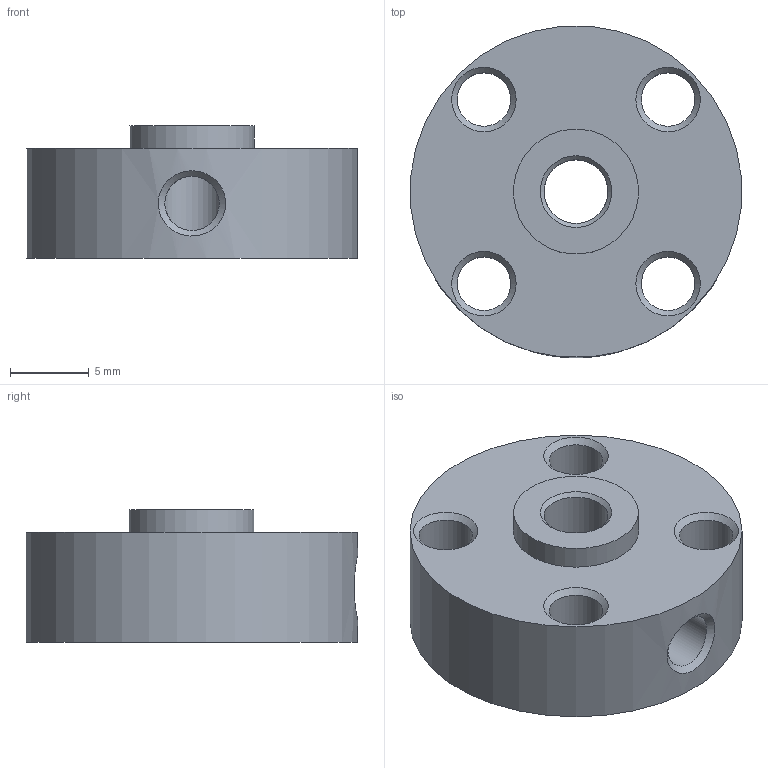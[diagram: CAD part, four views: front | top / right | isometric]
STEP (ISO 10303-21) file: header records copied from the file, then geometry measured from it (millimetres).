
FILE_DESCRIPTION( ( '' ), ' ' );
FILE_NAME( '5a7cc1e7a29eec0dc9724a10.step', '2018-02-08T21:32:23', ( '' ), ( '' ), ' ', ' ', ' ' );
FILE_SCHEMA( ( 'AUTOMOTIVE_DESIGN { 1 0 10303 214 1 1 1 1 }' ) );
Length unit declared in the file: metre
Products named in the file (6): Curve 5; Curve 4; Curve 3; Curve 2; Curve 1; 08-0007 4mm Axle Hub
Bounding box: 21.02 x 21.06 x 8.45 mm (x, y, z)
Volume: 2068 mm3; surface area: 1561.8 mm2
Topology: 1 solids, 1 shells, 22 faces, 51 edges, 37 vertices
Faces by surface type: cone 10, cylinder 8, plane 3, bspline 1
Full cylindrical faces by diameter (mm): 3.4 x4, 3.45 x1, 4.05 x1, 7.95 x1, 21.1 x1
Entity records: 4043 total; most frequent: CARTESIAN_POINT 3357, DIRECTION 102, EDGE_LOOP 54, ORIENTED_EDGE 54, AXIS2_PLACEMENT_3D 51, FACE_OUTER_BOUND 31, EDGE_CURVE 27, VERTEX_POINT 27
